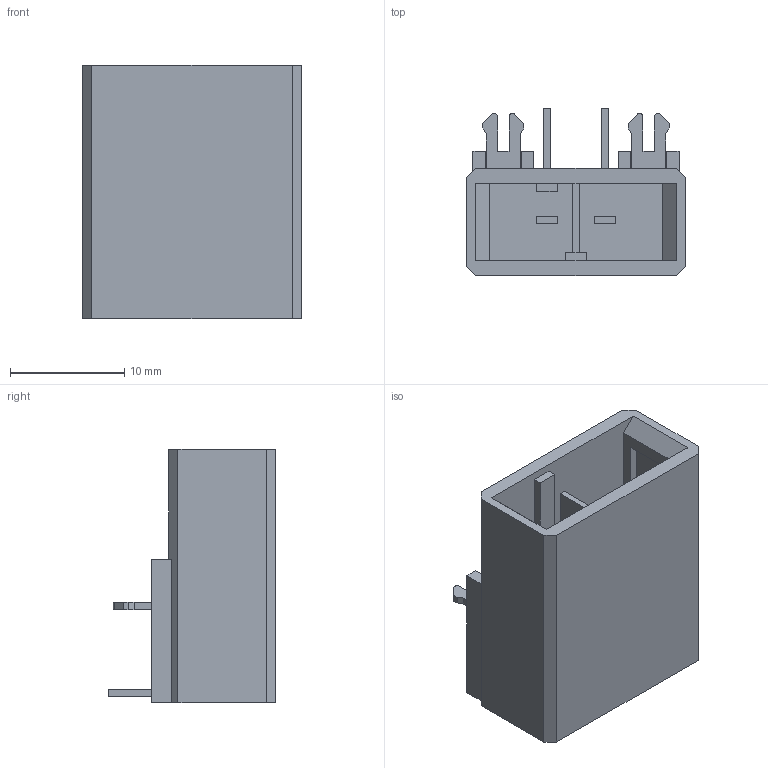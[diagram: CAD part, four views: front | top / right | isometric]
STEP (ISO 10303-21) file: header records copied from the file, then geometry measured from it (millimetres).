
FILE_DESCRIPTION(/* description */ (''),/* implementation_level */ '2;1');
FILE_NAME(/* name */ 'TE_D-3200S_2x5.08mm_H v1.step',/* time_stamp */ '2016-09-22T12:58:28+09:00',/* author */ (''),/* organization */ (''),/* preprocessor_version */ 'ST-DEVELOPER v16.5',/* originating_system */ 'Autodesk Translation Framework v5.1.0.2740',/* authorisation */ '');
FILE_SCHEMA (('AUTOMOTIVE_DESIGN { 1 0 10303 214 3 1 1 }'));
Length unit declared in the file: centimetre
Products named in the file (1): TE_D-3200S_2x5.08mm_H v1
Bounding box: 19.08 x 14.65 x 22.1 mm (x, y, z)
Volume: 2400.4 mm3; surface area: 2863.8 mm2
Topology: 1 solids, 1 shells, 113 faces, 314 edges, 208 vertices
Faces by surface type: plane 107, cylinder 6
Entity records: 3643 total; most frequent: CARTESIAN_POINT 636, ORIENTED_EDGE 628, DIRECTION 554, EDGE_CURVE 314, LINE 302, VECTOR 302, VERTEX_POINT 208, AXIS2_PLACEMENT_3D 126
